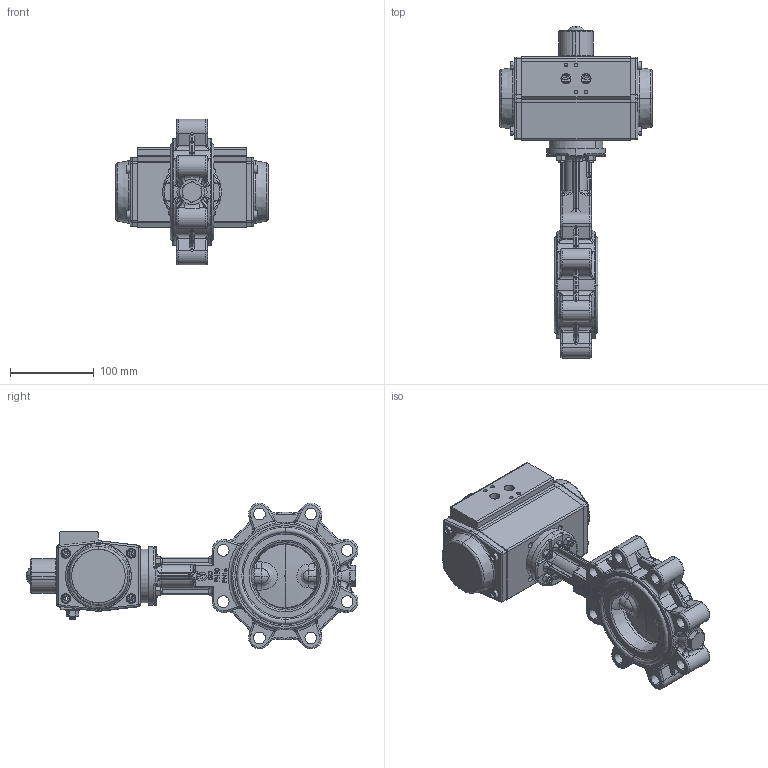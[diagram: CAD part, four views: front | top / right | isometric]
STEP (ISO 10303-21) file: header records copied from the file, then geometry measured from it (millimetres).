
FILE_DESCRIPTION (( 'STEP AP203' ), '1' );
FILE_NAME ('AK02_DN80_pneu.-doppelw..STEP', '2022-11-04T06:53:50', ( '' ), ( '' ), 'SwSTEP 2.0', 'SolidWorks 2021', '' );
FILE_SCHEMA (( 'CONFIG_CONTROL_DESIGN' ));
Products named in the file (1): AK02_DN80_pneu.-doppelw.
Bounding box: 182 x 396.03 x 173.82 mm (x, y, z)
Surface area: 226482.8 mm2 (no closed solid volume)
Topology: 0 solids, 385 shells, 1418 faces, 5040 edges, 3870 vertices
Faces by surface type: plane 423, cylinder 415, bspline 299, torus 181, cone 85, sphere 15
Entity records: 88057 total; most frequent: CARTESIAN_POINT 48483, DIRECTION 7500, ORIENTED_EDGE 7253, EDGE_CURVE 4977, VERTEX_POINT 3869, AXIS2_PLACEMENT_3D 2758, VECTOR 1984, LINE 1984
